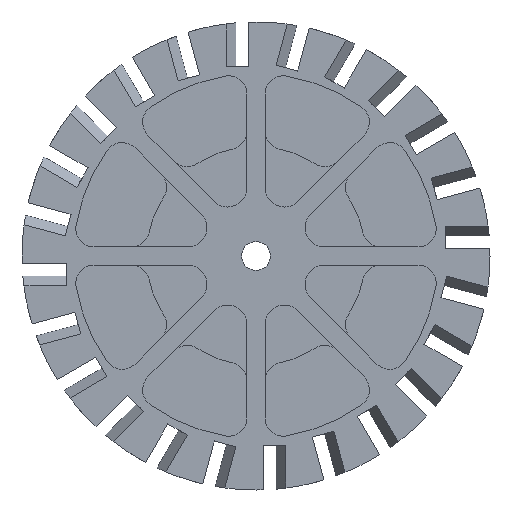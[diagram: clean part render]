
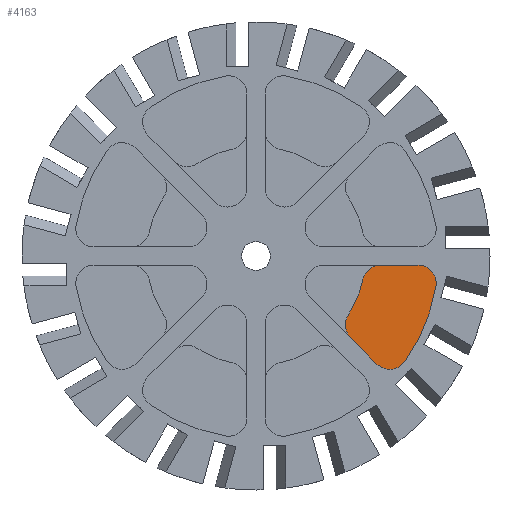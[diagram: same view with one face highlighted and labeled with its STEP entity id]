
A CAD part, front view. The second image highlights one B-rep face of the part: STEP entity #4163.
In plain terms, the highlighted planar face has unit normal (0, -1, 0).
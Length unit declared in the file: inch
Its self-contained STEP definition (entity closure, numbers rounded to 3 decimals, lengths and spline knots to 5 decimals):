
#682 = ORIENTED_EDGE ( 'NONE', *, *, #5817, .F. ) ;
#734 = DIRECTION ( 'NONE',  ( 0., -1., 0. ) ) ;
#825 = CARTESIAN_POINT ( 'NONE',  ( 1.47386, 0.0625, -0.94353 ) ) ;
#826 = CARTESIAN_POINT ( 'NONE',  ( 1.65713, 0.0625, -1.48035 ) ) ;
#861 = CARTESIAN_POINT ( 'NONE',  ( 1.29708, 0.0625, -1.1203 ) ) ;
#1244 = DIRECTION ( 'NONE',  ( 0., -1., 0. ) ) ;
#1258 = DIRECTION ( 'NONE',  ( 0., -1., 0. ) ) ;
#1694 = VERTEX_POINT ( 'NONE', #5193 ) ;
#1874 = LINE ( 'NONE', #10072, #9519 ) ;
#1877 = EDGE_CURVE ( 'NONE', #3154, #6046, #6714, .T. ) ;
#1981 = DIRECTION ( 'NONE',  ( 1., 0., 0. ) ) ;
#2002 = DIRECTION ( 'NONE',  ( 0., 0., -1. ) ) ;
#2308 = CIRCLE ( 'NONE', #2492, 0.25 ) ;
#2364 = ORIENTED_EDGE ( 'NONE', *, *, #4894, .F. ) ;
#2393 = ORIENTED_EDGE ( 'NONE', *, *, #9844, .T. ) ;
#2401 = VERTEX_POINT ( 'NONE', #5664 ) ;
#2492 = AXIS2_PLACEMENT_3D ( 'NONE', #3364, #7215, #3303 ) ;
#2614 = VERTEX_POINT ( 'NONE', #9448 ) ;
#2648 = ORIENTED_EDGE ( 'NONE', *, *, #7537, .T. ) ;
#2802 = CIRCLE ( 'NONE', #9344, 0.25 ) ;
#3109 = AXIS2_PLACEMENT_3D ( 'NONE', #7193, #1244, #7858 ) ;
#3154 = VERTEX_POINT ( 'NONE', #7246 ) ;
#3253 = VERTEX_POINT ( 'NONE', #10168 ) ;
#3303 = DIRECTION ( 'NONE',  ( 0., 0., -1. ) ) ;
#3364 = CARTESIAN_POINT ( 'NONE',  ( 1.8339, 0.0625, -1.30357 ) ) ;
#3579 = ORIENTED_EDGE ( 'NONE', *, *, #7993, .T. ) ;
#3671 = AXIS2_PLACEMENT_3D ( 'NONE', #825, #4079, #7369 ) ;
#3772 = FACE_OUTER_BOUND ( 'NONE', #6099, .T. ) ;
#4019 = AXIS2_PLACEMENT_3D ( 'NONE', #9894, #734, #4106 ) ;
#4079 = DIRECTION ( 'NONE',  ( 0., -1., 0. ) ) ;
#4106 = DIRECTION ( 'NONE',  ( 0., 0., -1. ) ) ;
#4163 = ADVANCED_FACE ( 'NONE', ( #3772 ), #4518, .T. ) ;
#4340 = VERTEX_POINT ( 'NONE', #826 ) ;
#4518 = PLANE ( 'NONE',  #9402 ) ;
#4596 = ORIENTED_EDGE ( 'NONE', *, *, #5137, .T. ) ;
#4625 = DIRECTION ( 'NONE',  ( 0., 0., -1. ) ) ;
#4628 = ORIENTED_EDGE ( 'NONE', *, *, #1877, .F. ) ;
#4629 = CIRCLE ( 'NONE', #6017, 0.25 ) ;
#4840 = VERTEX_POINT ( 'NONE', #861 ) ;
#4894 = EDGE_CURVE ( 'NONE', #2401, #2614, #2802, .T. ) ;
#5137 = EDGE_CURVE ( 'NONE', #4840, #4340, #6945, .T. ) ;
#5193 = CARTESIAN_POINT ( 'NONE',  ( 1.8339, 0.0625, -1.55357 ) ) ;
#5367 = CARTESIAN_POINT ( 'NONE',  ( 1.70935, 0.0625, -0.375 ) ) ;
#5392 = CARTESIAN_POINT ( 'NONE',  ( 2.21853, 0.0625, -0.375 ) ) ;
#5423 = DIRECTION ( 'NONE',  ( 0., -1., 0. ) ) ;
#5664 = CARTESIAN_POINT ( 'NONE',  ( 2.21853, 0.0625, -0.125 ) ) ;
#5817 = EDGE_CURVE ( 'NONE', #3253, #2401, #1874, .T. ) ;
#5876 = ORIENTED_EDGE ( 'NONE', *, *, #6561, .T. ) ;
#5962 = DIRECTION ( 'NONE',  ( 0., -1., 0. ) ) ;
#6011 = CARTESIAN_POINT ( 'NONE',  ( 1.8339, 0.0625, -1.30357 ) ) ;
#6017 = AXIS2_PLACEMENT_3D ( 'NONE', #5367, #5423, #2002 ) ;
#6046 = VERTEX_POINT ( 'NONE', #7397 ) ;
#6099 = EDGE_LOOP ( 'NONE', ( #4628, #3579, #4596, #2648, #5876, #8838, #2364, #682, #2393 ) ) ;
#6561 = EDGE_CURVE ( 'NONE', #1694, #9734, #9554, .T. ) ;
#6714 = CIRCLE ( 'NONE', #3109, 1.5 ) ;
#6928 = CIRCLE ( 'NONE', #3671, 0.25 ) ;
#6945 = LINE ( 'NONE', #10140, #9852 ) ;
#6989 = DIRECTION ( 'NONE',  ( 0., 0., -1. ) ) ;
#7118 = EDGE_CURVE ( 'NONE', #9734, #2614, #7994, .T. ) ;
#7193 = CARTESIAN_POINT ( 'NONE',  ( 0., 0.0625, 0. ) ) ;
#7215 = DIRECTION ( 'NONE',  ( 0., -1., 0. ) ) ;
#7246 = CARTESIAN_POINT ( 'NONE',  ( 1.26331, 0.0625, -0.80874 ) ) ;
#7369 = DIRECTION ( 'NONE',  ( 0., 0., -1. ) ) ;
#7397 = CARTESIAN_POINT ( 'NONE',  ( 1.46516, 0.0625, -0.32143 ) ) ;
#7537 = EDGE_CURVE ( 'NONE', #4340, #1694, #2308, .T. ) ;
#7659 = CARTESIAN_POINT ( 'NONE',  ( 2.03767, 0.0625, -1.44841 ) ) ;
#7824 = DIRECTION ( 'NONE',  ( 0., 0., -1. ) ) ;
#7858 = DIRECTION ( 'NONE',  ( 0., 0., -1. ) ) ;
#7993 = EDGE_CURVE ( 'NONE', #3154, #4840, #6928, .T. ) ;
#7994 = CIRCLE ( 'NONE', #4019, 2.5 ) ;
#8694 = AXIS2_PLACEMENT_3D ( 'NONE', #6011, #5962, #6989 ) ;
#8700 = DIRECTION ( 'NONE',  ( 0., 1., 0. ) ) ;
#8838 = ORIENTED_EDGE ( 'NONE', *, *, #7118, .T. ) ;
#9344 = AXIS2_PLACEMENT_3D ( 'NONE', #5392, #8700, #4625 ) ;
#9402 = AXIS2_PLACEMENT_3D ( 'NONE', #9484, #1258, #7824 ) ;
#9434 = DIRECTION ( 'NONE',  ( 0.707, 0., -0.707 ) ) ;
#9448 = CARTESIAN_POINT ( 'NONE',  ( 2.46503, 0.0625, -0.41667 ) ) ;
#9484 = CARTESIAN_POINT ( 'NONE',  ( 1.5, 0.0625, 0. ) ) ;
#9519 = VECTOR ( 'NONE', #1981, 39.37008 ) ;
#9554 = CIRCLE ( 'NONE', #8694, 0.25 ) ;
#9734 = VERTEX_POINT ( 'NONE', #7659 ) ;
#9844 = EDGE_CURVE ( 'NONE', #3253, #6046, #4629, .T. ) ;
#9852 = VECTOR ( 'NONE', #9434, 39.37008 ) ;
#9894 = CARTESIAN_POINT ( 'NONE',  ( 0., 0.0625, 0. ) ) ;
#10072 = CARTESIAN_POINT ( 'NONE',  ( 1.5, 0.0625, -0.125 ) ) ;
#10140 = CARTESIAN_POINT ( 'NONE',  ( 0.83839, 0.0625, -0.66161 ) ) ;
#10168 = CARTESIAN_POINT ( 'NONE',  ( 1.70935, 0.0625, -0.125 ) ) ;
